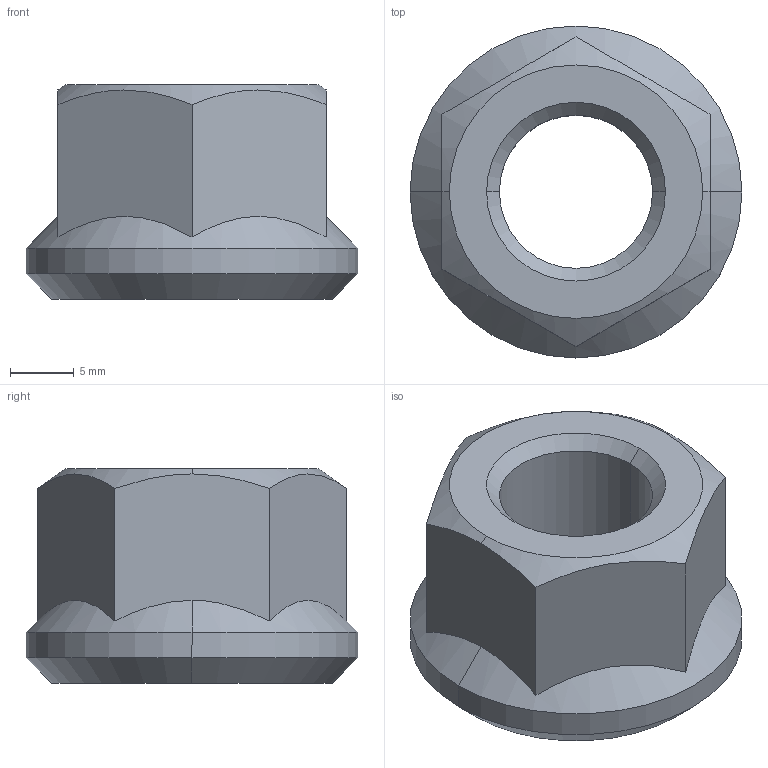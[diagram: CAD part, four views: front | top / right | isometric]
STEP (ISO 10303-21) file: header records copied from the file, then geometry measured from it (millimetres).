
FILE_DESCRIPTION (( 'STEP AP203' ), '1' );
FILE_NAME ('Wheelnut M14_Défaut_sldprt.STEP', '2020-01-15T11:02:39', ( '' ), ( '' ), 'SwSTEP 2.0', 'SolidWorks 2017', '' );
FILE_SCHEMA (( 'CONFIG_CONTROL_DESIGN' ));
Length unit declared in the file: millimetre
Products named in the file (1): Wheelnut M14_Défaut_sldprt
Bounding box: 26 x 26 x 16.8 mm (x, y, z)
Volume: 5054.2 mm3; surface area: 2483.8 mm2
Topology: 1 solids, 1 shells, 20 faces, 48 edges, 30 vertices
Faces by surface type: cone 8, plane 8, cylinder 4
Entity records: 779 total; most frequent: CARTESIAN_POINT 251, ORIENTED_EDGE 96, DIRECTION 88, EDGE_CURVE 48, AXIS2_PLACEMENT_3D 35, VERTEX_POINT 30, EDGE_LOOP 22, ADVANCED_FACE 20
